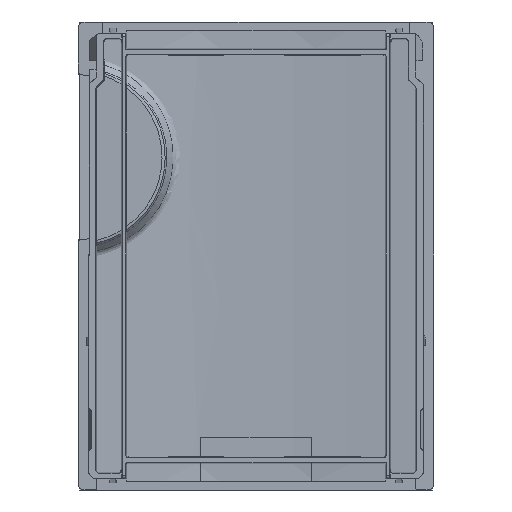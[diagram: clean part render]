
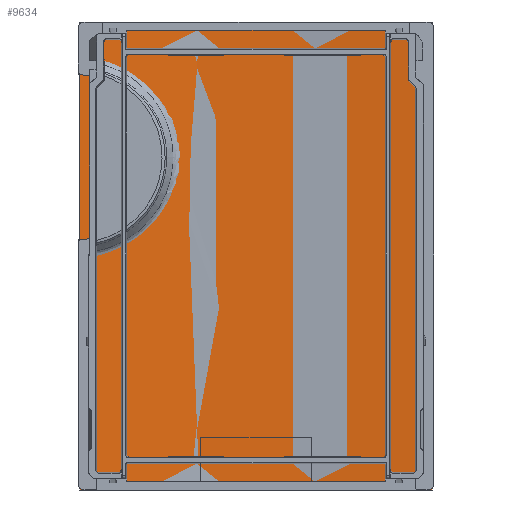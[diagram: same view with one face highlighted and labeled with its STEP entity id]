
A CAD part, front view. The second image highlights one B-rep face of the part: STEP entity #9634.
In plain terms, the highlighted cylindrical face has radius 278.2 mm (diameter 556.4 mm), a partial arc.
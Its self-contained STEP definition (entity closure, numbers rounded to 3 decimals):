
#9593=CARTESIAN_POINT('',(0.,-271.5,-42.5));
#9594=DIRECTION('',(0.,0.,1.));
#9595=DIRECTION('',(0.115,0.993,0.));
#9596=AXIS2_PLACEMENT_3D('',#9593,#9594,#9595);
#9598=DIRECTION('',(0.,0.,1.));
#9599=VECTOR('',#9598,85.);
#9600=CARTESIAN_POINT('',(-32.043,4.849,-42.5));
#9601=LINE('',#9600,#9599);
#9602=CARTESIAN_POINT('',(0.,-271.5,42.5));
#9603=DIRECTION('',(0.,0.,-1.));
#9604=DIRECTION('',(-0.115,0.993,0.));
#9605=AXIS2_PLACEMENT_3D('',#9602,#9603,#9604);
#9607=DIRECTION('',(0.,0.,-1.));
#9608=VECTOR('',#9607,85.);
#9609=CARTESIAN_POINT('',(32.043,4.849,42.5));
#9610=LINE('',#9609,#9608);
#9611=CARTESIAN_POINT('',(32.043,4.849,-42.5));
#9612=CARTESIAN_POINT('',(-32.043,4.849,-42.5));
#9613=VERTEX_POINT('',#9611);
#9614=VERTEX_POINT('',#9612);
#9615=CARTESIAN_POINT('',(32.043,4.849,42.5));
#9616=CARTESIAN_POINT('',(-32.043,4.849,42.5));
#9617=VERTEX_POINT('',#9615);
#9618=VERTEX_POINT('',#9616);
#9619=CARTESIAN_POINT('',(0.,-271.5,-42.5));
#9620=DIRECTION('',(0.,0.,1.));
#9621=DIRECTION('',(1.,0.,0.));
#9622=AXIS2_PLACEMENT_3D('',#9619,#9620,#9621);
#9623=CYLINDRICAL_SURFACE('',#9622,278.2);
#9625=ORIENTED_EDGE('',*,*,#9624,.T.);
#9627=ORIENTED_EDGE('',*,*,#9626,.T.);
#9629=ORIENTED_EDGE('',*,*,#9628,.T.);
#9631=ORIENTED_EDGE('',*,*,#9630,.T.);
#9632=EDGE_LOOP('',(#9625,#9627,#9629,#9631));
#9633=FACE_OUTER_BOUND('',#9632,.F.);
#9634=ADVANCED_FACE('',(#9633),#9623,.F.);
#9597=CIRCLE('',#9596,278.2);
#9606=CIRCLE('',#9605,278.2);
#9624=EDGE_CURVE('',#9613,#9614,#9597,.T.);
#9626=EDGE_CURVE('',#9614,#9618,#9601,.T.);
#9628=EDGE_CURVE('',#9618,#9617,#9606,.T.);
#9630=EDGE_CURVE('',#9617,#9613,#9610,.T.);
